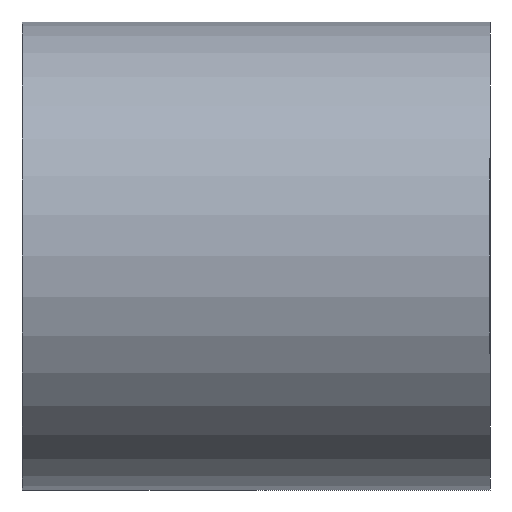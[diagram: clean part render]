
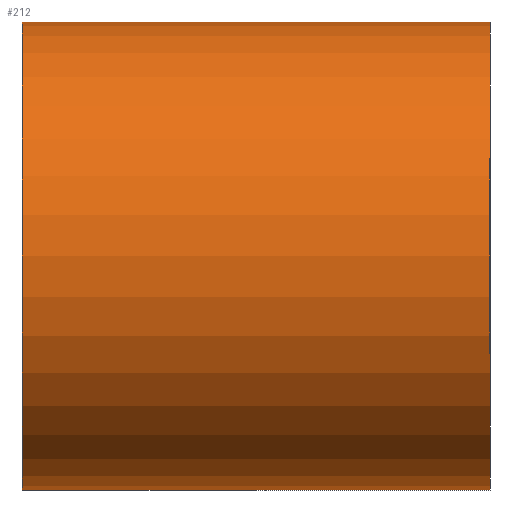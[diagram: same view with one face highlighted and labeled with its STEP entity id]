
A CAD part, left-side view. The second image highlights one B-rep face of the part: STEP entity #212.
In plain terms, the highlighted cylindrical face has radius 3 mm (diameter 6 mm), a partial arc.
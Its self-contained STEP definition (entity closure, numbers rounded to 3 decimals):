
#1 = DIRECTION ( 'NONE',  ( 0., 0., 1. ) ) ;
#5 = EDGE_CURVE ( 'NONE', #168, #51, #75, .T. ) ;
#8 = AXIS2_PLACEMENT_3D ( 'NONE', #69, #243, #227 ) ;
#10 = CARTESIAN_POINT ( 'NONE',  ( 0., 6., -3. ) ) ;
#24 = EDGE_CURVE ( 'NONE', #177, #168, #204, .T. ) ;
#42 = CYLINDRICAL_SURFACE ( 'NONE', #8, 3. ) ;
#48 = ORIENTED_EDGE ( 'NONE', *, *, #57, .F. ) ;
#51 = VERTEX_POINT ( 'NONE', #187 ) ;
#52 = AXIS2_PLACEMENT_3D ( 'NONE', #80, #79, #77 ) ;
#57 = EDGE_CURVE ( 'NONE', #114, #51, #188, .T. ) ;
#69 = CARTESIAN_POINT ( 'NONE',  ( 0., 6., 0. ) ) ;
#73 = ORIENTED_EDGE ( 'NONE', *, *, #5, .T. ) ;
#75 = CIRCLE ( 'NONE', #52, 3. ) ;
#77 = DIRECTION ( 'NONE',  ( 0., 0., 1. ) ) ;
#79 = DIRECTION ( 'NONE',  ( 0., 1., 0. ) ) ;
#80 = CARTESIAN_POINT ( 'NONE',  ( 0., 0., 0. ) ) ;
#88 = CARTESIAN_POINT ( 'NONE',  ( 0., 6., -3. ) ) ;
#93 = VECTOR ( 'NONE', #115, 1000. ) ;
#114 = VERTEX_POINT ( 'NONE', #222 ) ;
#115 = DIRECTION ( 'NONE',  ( 0., -1., 0. ) ) ;
#124 = DIRECTION ( 'NONE',  ( 0., 1., 0. ) ) ;
#147 = ORIENTED_EDGE ( 'NONE', *, *, #24, .T. ) ;
#167 = EDGE_CURVE ( 'NONE', #177, #114, #182, .T. ) ;
#168 = VERTEX_POINT ( 'NONE', #213 ) ;
#173 = FACE_OUTER_BOUND ( 'NONE', #195, .T. ) ;
#175 = CARTESIAN_POINT ( 'NONE',  ( 0., 6., 0. ) ) ;
#177 = VERTEX_POINT ( 'NONE', #88 ) ;
#182 = CIRCLE ( 'NONE', #240, 3. ) ;
#185 = CARTESIAN_POINT ( 'NONE',  ( 0., 6., 3. ) ) ;
#187 = CARTESIAN_POINT ( 'NONE',  ( 0., 0., 3. ) ) ;
#188 = LINE ( 'NONE', #185, #93 ) ;
#195 = EDGE_LOOP ( 'NONE', ( #48, #217, #147, #73 ) ) ;
#204 = LINE ( 'NONE', #10, #209 ) ;
#209 = VECTOR ( 'NONE', #238, 1000. ) ;
#212 = ADVANCED_FACE ( 'NONE', ( #173 ), #42, .T. ) ;
#213 = CARTESIAN_POINT ( 'NONE',  ( 0., 0., -3. ) ) ;
#217 = ORIENTED_EDGE ( 'NONE', *, *, #167, .F. ) ;
#222 = CARTESIAN_POINT ( 'NONE',  ( 0., 6., 3. ) ) ;
#227 = DIRECTION ( 'NONE',  ( 0., 0., -1. ) ) ;
#238 = DIRECTION ( 'NONE',  ( 0., -1., 0. ) ) ;
#240 = AXIS2_PLACEMENT_3D ( 'NONE', #175, #124, #1 ) ;
#243 = DIRECTION ( 'NONE',  ( 0., -1., 0. ) ) ;
